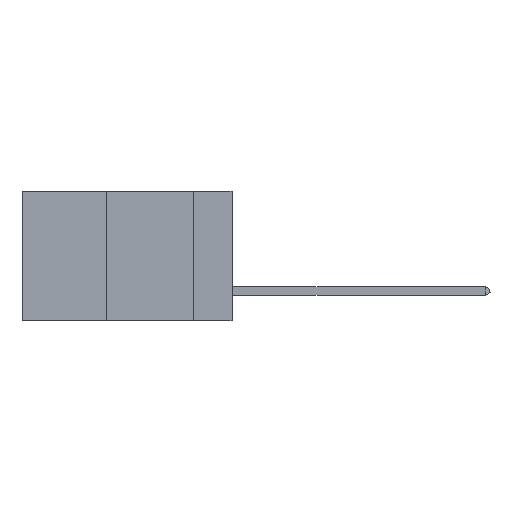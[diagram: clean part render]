
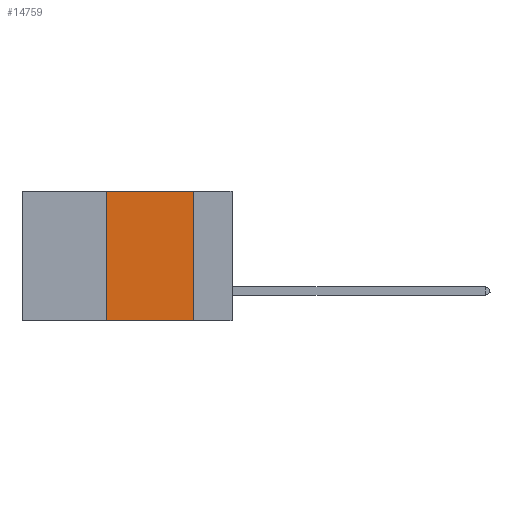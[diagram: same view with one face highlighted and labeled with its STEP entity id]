
A CAD part, left-side view. The second image highlights one B-rep face of the part: STEP entity #14759.
In plain terms, the highlighted planar face has unit normal (-1, 0, 0).
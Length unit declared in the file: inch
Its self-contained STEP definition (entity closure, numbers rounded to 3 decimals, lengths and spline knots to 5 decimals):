
#1053 = VECTOR ( 'NONE', #11278, 39.37008 ) ;
#1284 = DIRECTION ( 'NONE',  ( 0., -1., 0. ) ) ;
#2135 = LINE ( 'NONE', #5917, #1053 ) ;
#3420 = ORIENTED_EDGE ( 'NONE', *, *, #15811, .T. ) ;
#4523 = VECTOR ( 'NONE', #4557, 39.37008 ) ;
#4557 = DIRECTION ( 'NONE',  ( 0., 0., -1. ) ) ;
#5522 = CARTESIAN_POINT ( 'NONE',  ( 0., 0.6, 0. ) ) ;
#5917 = CARTESIAN_POINT ( 'NONE',  ( 0., 0.36, 0. ) ) ;
#5960 = VECTOR ( 'NONE', #1284, 39.37008 ) ;
#6171 = CARTESIAN_POINT ( 'NONE',  ( 0., 0.6, 0. ) ) ;
#7309 = LINE ( 'NONE', #9673, #5960 ) ;
#8147 = CARTESIAN_POINT ( 'NONE',  ( 0., 0.11, 0. ) ) ;
#8233 = ORIENTED_EDGE ( 'NONE', *, *, #10793, .F. ) ;
#8441 = CARTESIAN_POINT ( 'NONE',  ( 0., 0.36, -0.37 ) ) ;
#8993 = CARTESIAN_POINT ( 'NONE',  ( 0., 0.11, -0.37 ) ) ;
#9673 = CARTESIAN_POINT ( 'NONE',  ( 0., 0.6, -0.37 ) ) ;
#10219 = FACE_OUTER_BOUND ( 'NONE', #21680, .T. ) ;
#10584 = PLANE ( 'NONE',  #20758 ) ;
#10793 = EDGE_CURVE ( 'NONE', #18656, #15223, #13474, .T. ) ;
#10977 = CARTESIAN_POINT ( 'NONE',  ( 0., 0.36, 0. ) ) ;
#11278 = DIRECTION ( 'NONE',  ( 0., 0., 1. ) ) ;
#11451 = ORIENTED_EDGE ( 'NONE', *, *, #17599, .F. ) ;
#12502 = EDGE_CURVE ( 'NONE', #21164, #16104, #2135, .T. ) ;
#13474 = LINE ( 'NONE', #16128, #4523 ) ;
#14759 = ADVANCED_FACE ( 'NONE', ( #10219 ), #10584, .F. ) ;
#15223 = VERTEX_POINT ( 'NONE', #8993 ) ;
#15811 = EDGE_CURVE ( 'NONE', #21164, #15223, #7309, .T. ) ;
#16104 = VERTEX_POINT ( 'NONE', #10977 ) ;
#16128 = CARTESIAN_POINT ( 'NONE',  ( 0., 0.11, 0. ) ) ;
#17315 = DIRECTION ( 'NONE',  ( 0., 0., -1. ) ) ;
#17457 = DIRECTION ( 'NONE',  ( 1., 0., 0. ) ) ;
#17518 = VECTOR ( 'NONE', #18197, 39.37008 ) ;
#17599 = EDGE_CURVE ( 'NONE', #16104, #18656, #19108, .T. ) ;
#18197 = DIRECTION ( 'NONE',  ( 0., -1., 0. ) ) ;
#18656 = VERTEX_POINT ( 'NONE', #8147 ) ;
#18803 = ORIENTED_EDGE ( 'NONE', *, *, #12502, .F. ) ;
#19108 = LINE ( 'NONE', #6171, #17518 ) ;
#20758 = AXIS2_PLACEMENT_3D ( 'NONE', #5522, #17457, #17315 ) ;
#21164 = VERTEX_POINT ( 'NONE', #8441 ) ;
#21680 = EDGE_LOOP ( 'NONE', ( #8233, #11451, #18803, #3420 ) ) ;
